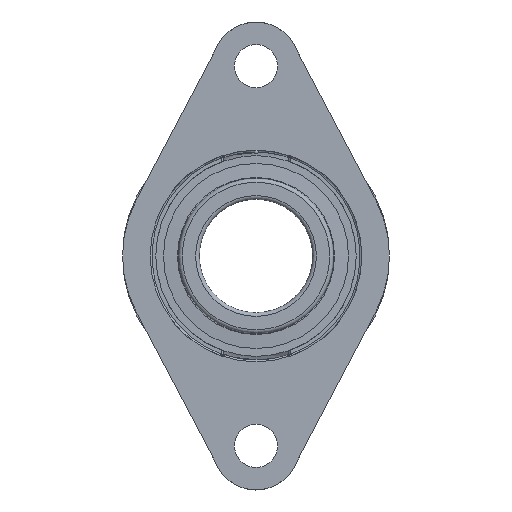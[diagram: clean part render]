
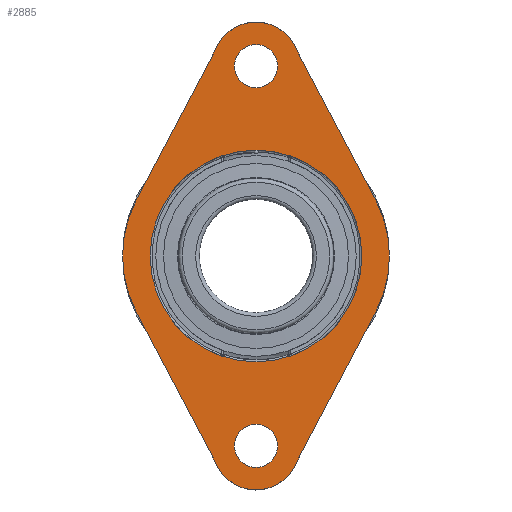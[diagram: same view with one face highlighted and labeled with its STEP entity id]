
A CAD part, left-side view. The second image highlights one B-rep face of the part: STEP entity #2885.
In plain terms, the highlighted face is planar.
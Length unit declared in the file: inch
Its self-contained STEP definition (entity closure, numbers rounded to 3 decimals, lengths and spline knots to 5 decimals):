
#88=VECTOR('',#3463,1.);
#101=VECTOR('',#3535,1.);
#130=VECTOR('',#3749,1.);
#131=VECTOR('',#3752,1.);
#166=LINE('',#5106,#88);
#179=LINE('',#6037,#101);
#208=LINE('',#7142,#130);
#209=LINE('',#7145,#131);
#1073=PLANE('',#3167);
#1215=VERTEX_POINT('',#5090);
#1216=VERTEX_POINT('',#5092);
#1219=VERTEX_POINT('',#5105);
#1244=VERTEX_POINT('',#6021);
#1245=VERTEX_POINT('',#6023);
#1248=VERTEX_POINT('',#6036);
#1313=VERTEX_POINT('',#7128);
#1314=VERTEX_POINT('',#7135);
#1315=VERTEX_POINT('',#7138);
#1316=VERTEX_POINT('',#7141);
#1317=VERTEX_POINT('',#7144);
#1380=CIRCLE('',#3032,0.9);
#1400=CIRCLE('',#3064,0.9);
#1455=CIRCLE('',#3158,2.21722);
#1456=CIRCLE('',#3164,0.45276);
#1457=CIRCLE('',#3166,0.45276);
#1458=CIRCLE('',#3168,2.52567);
#1459=CIRCLE('',#3169,2.52567);
#1565=EDGE_CURVE('',#1215,#1216,#1380,.T.);
#1572=EDGE_CURVE('',#1219,#1215,#166,.T.);
#1611=EDGE_CURVE('',#1244,#1245,#1400,.T.);
#1618=EDGE_CURVE('',#1248,#1244,#179,.T.);
#1731=EDGE_CURVE('',#1313,#1313,#1455,.T.);
#1732=EDGE_CURVE('',#1314,#1314,#1456,.T.);
#1733=EDGE_CURVE('',#1315,#1315,#1457,.T.);
#1734=EDGE_CURVE('',#1316,#1219,#1458,.T.);
#1735=EDGE_CURVE('',#1245,#1316,#208,.T.);
#1736=EDGE_CURVE('',#1317,#1248,#1459,.T.);
#1737=EDGE_CURVE('',#1216,#1317,#209,.T.);
#2267=ORIENTED_EDGE('',*,*,#1731,.T.);
#2268=ORIENTED_EDGE('',*,*,#1572,.F.);
#2269=ORIENTED_EDGE('',*,*,#1734,.F.);
#2270=ORIENTED_EDGE('',*,*,#1735,.F.);
#2271=ORIENTED_EDGE('',*,*,#1611,.F.);
#2272=ORIENTED_EDGE('',*,*,#1618,.F.);
#2273=ORIENTED_EDGE('',*,*,#1736,.F.);
#2274=ORIENTED_EDGE('',*,*,#1737,.F.);
#2275=ORIENTED_EDGE('',*,*,#1565,.F.);
#2276=ORIENTED_EDGE('',*,*,#1733,.T.);
#2277=ORIENTED_EDGE('',*,*,#1732,.T.);
#2508=EDGE_LOOP('',(#2267));
#2509=EDGE_LOOP('',(#2268,#2269,#2270,#2271,#2272,#2273,#2274,#2275));
#2510=EDGE_LOOP('',(#2276));
#2511=EDGE_LOOP('',(#2277));
#2724=FACE_BOUND('',#2508,.T.);
#2725=FACE_BOUND('',#2509,.T.);
#2726=FACE_BOUND('',#2510,.T.);
#2727=FACE_BOUND('',#2511,.T.);
#2885=ADVANCED_FACE('',(#2724,#2725,#2726,#2727),#1073,.F.);
#3032=AXIS2_PLACEMENT_3D('',#5091,#3453,#3454);
#3064=AXIS2_PLACEMENT_3D('',#6022,#3525,#3526);
#3158=AXIS2_PLACEMENT_3D('',#7127,#3732,#3733);
#3164=AXIS2_PLACEMENT_3D('',#7134,#3740,#3741);
#3166=AXIS2_PLACEMENT_3D('',#7137,#3744,#3745);
#3167=AXIS2_PLACEMENT_3D('',#7139,#3746,$);
#3168=AXIS2_PLACEMENT_3D('',#7140,#3747,#3748);
#3169=AXIS2_PLACEMENT_3D('',#7143,#3750,#3751);
#3453=DIRECTION('',(0.,0.,1.));
#3454=DIRECTION('',(0.9,0.,0.));
#3463=DIRECTION('',(-0.885,-0.466,0.));
#3525=DIRECTION('',(0.,0.,1.));
#3526=DIRECTION('',(0.9,0.,0.));
#3535=DIRECTION('',(0.885,0.466,0.));
#3732=DIRECTION('',(0.,0.,1.));
#3733=DIRECTION('',(0.,2.217,0.));
#3740=DIRECTION('',(0.,0.,1.));
#3741=DIRECTION('',(0.453,0.,0.));
#3744=DIRECTION('',(0.,0.,1.));
#3745=DIRECTION('',(0.453,0.,0.));
#3746=DIRECTION('',(0.,0.,1.));
#3747=DIRECTION('',(0.,0.,1.));
#3748=DIRECTION('',(2.526,0.,0.));
#3749=DIRECTION('',(-0.885,0.466,0.));
#3750=DIRECTION('',(0.,0.,1.));
#3751=DIRECTION('',(2.526,0.,0.));
#3752=DIRECTION('',(0.885,-0.466,0.));
#5090=CARTESIAN_POINT('',(-4.42086,0.79637,0.));
#5091=CARTESIAN_POINT('',(-4.00157,0.,0.));
#5092=CARTESIAN_POINT('',(-4.42086,-0.79637,0.));
#5105=CARTESIAN_POINT('',(-1.17664,2.50445,0.));
#5106=CARTESIAN_POINT('',(-1.17664,2.50445,0.));
#6021=CARTESIAN_POINT('',(4.42086,-0.79637,0.));
#6022=CARTESIAN_POINT('',(4.00157,0.,0.));
#6023=CARTESIAN_POINT('',(4.42086,0.79637,0.));
#6036=CARTESIAN_POINT('',(1.17664,-2.50445,0.));
#6037=CARTESIAN_POINT('',(1.17664,-2.50445,0.));
#7127=CARTESIAN_POINT('',(0.,0.,0.));
#7128=CARTESIAN_POINT('',(0.,2.21722,0.));
#7134=CARTESIAN_POINT('',(3.97638,0.,0.));
#7135=CARTESIAN_POINT('',(3.52362,0.,0.));
#7137=CARTESIAN_POINT('',(-3.97638,0.,0.));
#7138=CARTESIAN_POINT('',(-4.42913,0.,0.));
#7139=CARTESIAN_POINT('',(0.,0.,0.));
#7140=CARTESIAN_POINT('',(0.,0.26961,0.));
#7141=CARTESIAN_POINT('',(1.17664,2.50445,0.));
#7142=CARTESIAN_POINT('',(4.42086,0.79637,0.));
#7143=CARTESIAN_POINT('',(0.,-0.26961,0.));
#7144=CARTESIAN_POINT('',(-1.17664,-2.50445,0.));
#7145=CARTESIAN_POINT('',(-4.42086,-0.79637,0.));
